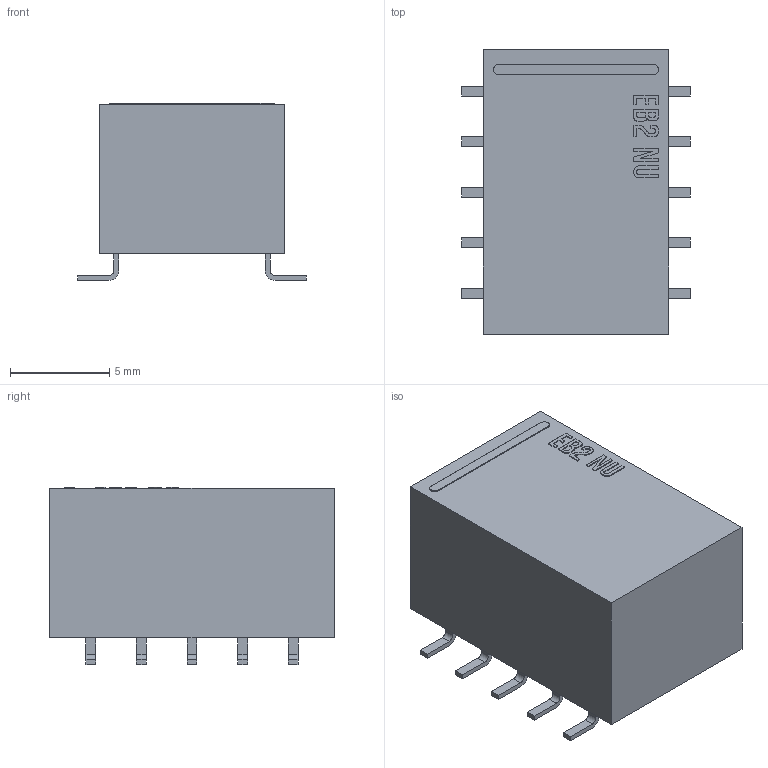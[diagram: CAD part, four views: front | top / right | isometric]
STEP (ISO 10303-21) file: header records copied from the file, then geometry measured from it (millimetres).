
FILE_DESCRIPTION(('FreeCAD Model'),'2;1');
FILE_NAME('Kemet_EB2-NU.step' ,'2019-07-22T18:53:30',('Author'),(''), 'Open CASCADE STEP processor 7.3','FreeCAD','Unknown');
FILE_SCHEMA(('AUTOMOTIVE_DESIGN { 1 0 10303 214 1 1 1 1 }'));
Length unit declared in the file: millimetre
Products named in the file (1): EB2-NU
Bounding box: 11.5 x 14.3 x 8.9 mm (x, y, z)
Volume: 992.2 mm3; surface area: 676 mm2
Topology: 11 solids, 11 shells, 237 faces, 615 edges, 410 vertices
Faces by surface type: plane 160, extrusion 51, cylinder 26
Entity records: 8896 total; most frequent: CARTESIAN_POINT 1569, ORIENTED_EDGE 1230, DIRECTION 990, EDGE_CURVE 615, VECTOR 512, LINE 461, VERTEX_POINT 410, FACE_BOUND 247
